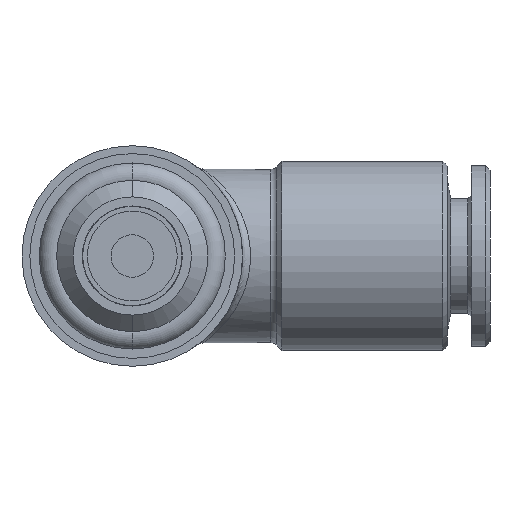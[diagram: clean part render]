
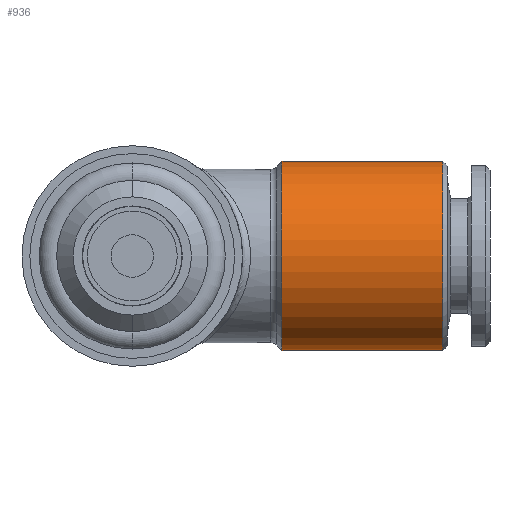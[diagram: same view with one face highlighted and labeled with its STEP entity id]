
A CAD part, front view. The second image highlights one B-rep face of the part: STEP entity #936.
In plain terms, the highlighted cylindrical face has radius 6 mm (diameter 12 mm), a partial arc.
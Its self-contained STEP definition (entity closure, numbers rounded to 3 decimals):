
#352 = EDGE_CURVE ( 'NONE', #835, #353, #1837, .T. ) ;
#353 = VERTEX_POINT ( 'NONE', #1833 ) ;
#356 = VERTEX_POINT ( 'NONE', #1725 ) ;
#563 = EDGE_CURVE ( 'NONE', #356, #353, #2284, .T. ) ;
#756 = VERTEX_POINT ( 'NONE', #2900 ) ;
#775 = EDGE_CURVE ( 'NONE', #756, #356, #2990, .T. ) ;
#835 = VERTEX_POINT ( 'NONE', #3627 ) ;
#936 = ADVANCED_FACE ( 'NONE', ( #3645 ), #3644, .T. ) ;
#1022 = ORIENTED_EDGE ( 'NONE', *, *, #775, .T. ) ;
#1023 = ORIENTED_EDGE ( 'NONE', *, *, #563, .T. ) ;
#1027 = EDGE_LOOP ( 'NONE', ( #1028, #1029, #1022, #1023 ) ) ;
#1028 = ORIENTED_EDGE ( 'NONE', *, *, #352, .F. ) ;
#1029 = ORIENTED_EDGE ( 'NONE', *, *, #1030, .T. ) ;
#1030 = EDGE_CURVE ( 'NONE', #835, #756, #4209, .T. ) ;
#1725 = CARTESIAN_POINT ( 'NONE',  ( 9.5, 15.4, 6. ) ) ;
#1833 = CARTESIAN_POINT ( 'NONE',  ( 9.5, 15.4, -6. ) ) ;
#1834 = DIRECTION ( 'NONE',  ( -1., 0., 0. ) ) ;
#1835 = VECTOR ( 'NONE', #1834, 1000. ) ;
#1836 = CARTESIAN_POINT ( 'NONE',  ( 0., 15.4, -6. ) ) ;
#1837 = LINE ( 'NONE', #1836, #1835 ) ;
#2277 = DIRECTION ( 'NONE',  ( 0., 0., -1. ) ) ;
#2278 = DIRECTION ( 'NONE',  ( 1., 0., 0. ) ) ;
#2279 = CARTESIAN_POINT ( 'NONE',  ( 9.5, 15.4, 0. ) ) ;
#2280 = AXIS2_PLACEMENT_3D ( 'NONE', #2279, #2278, #2277 ) ;
#2284 = CIRCLE ( 'NONE', #2280, 6. ) ;
#2681 = DIRECTION ( 'NONE',  ( 0., 0., 1. ) ) ;
#2900 = CARTESIAN_POINT ( 'NONE',  ( 19.7, 15.4, 6. ) ) ;
#2987 = DIRECTION ( 'NONE',  ( -1., 0., 0. ) ) ;
#2988 = VECTOR ( 'NONE', #2987, 1000. ) ;
#2989 = CARTESIAN_POINT ( 'NONE',  ( 0., 15.4, 6. ) ) ;
#2990 = LINE ( 'NONE', #2989, #2988 ) ;
#3627 = CARTESIAN_POINT ( 'NONE',  ( 19.7, 15.4, -6. ) ) ;
#3644 = CYLINDRICAL_SURFACE ( 'NONE', #3652, 6. ) ;
#3645 = FACE_OUTER_BOUND ( 'NONE', #1027, .T. ) ;
#3650 = DIRECTION ( 'NONE',  ( -1., 0., 0. ) ) ;
#3651 = CARTESIAN_POINT ( 'NONE',  ( 0., 15.4, 0. ) ) ;
#3652 = AXIS2_PLACEMENT_3D ( 'NONE', #3651, #3650, #2681 ) ;
#4205 = DIRECTION ( 'NONE',  ( 0., 0., 1. ) ) ;
#4206 = DIRECTION ( 'NONE',  ( -1., 0., 0. ) ) ;
#4207 = CARTESIAN_POINT ( 'NONE',  ( 19.7, 15.4, 0. ) ) ;
#4208 = AXIS2_PLACEMENT_3D ( 'NONE', #4207, #4206, #4205 ) ;
#4209 = CIRCLE ( 'NONE', #4208, 6. ) ;
